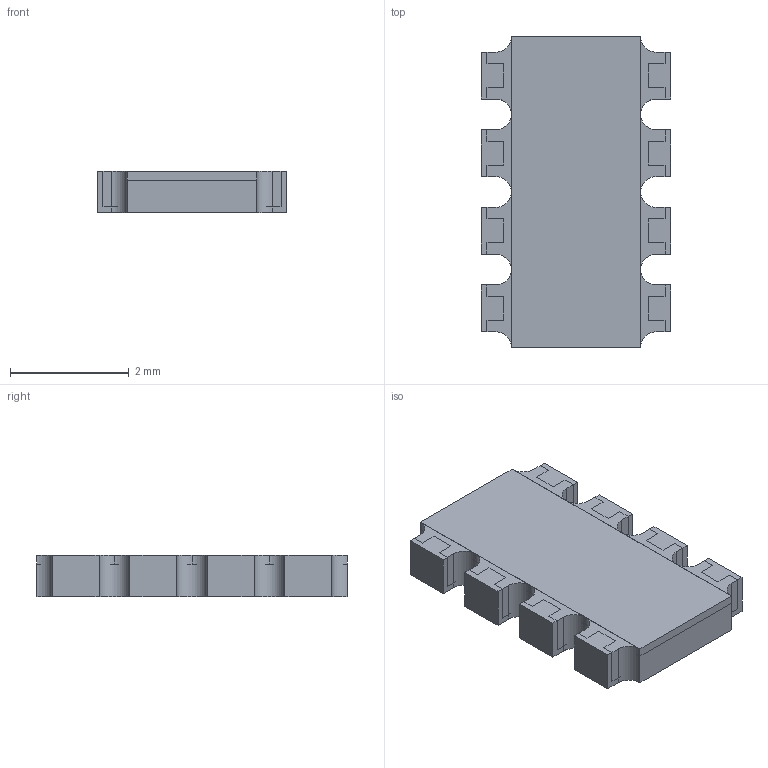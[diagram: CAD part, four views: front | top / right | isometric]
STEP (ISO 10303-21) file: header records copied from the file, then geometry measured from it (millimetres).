
FILE_DESCRIPTION(/* description */ (''),/* implementation_level */ '2;1');
FILE_NAME(/* name */ 'RN_VISHAY_CRA12E08.stp',/* time_stamp */ '2015-08-25T13:54:36+02:00',/* author */ ('bcivel'),/* organization */ (''),/* preprocessor_version */ 'ST-DEVELOPER v15.5',/* originating_system */ 'AutoCAD Mechanical',/* authorisation */ '');
FILE_SCHEMA (('AUTOMOTIVE_DESIGN { 1 0 10303 214 3 1 1 }'));
Length unit declared in the file: millimetre
Products named in the file (1): Product
Bounding box: 3.2 x 5.23 x 0.7 mm (x, y, z)
Volume: 10.4 mm3; surface area: 86 mm2
Topology: 10 solids, 10 shells, 220 faces, 568 edges, 368 vertices
Faces by surface type: plane 210, cylinder 10
Entity records: 6591 total; most frequent: CARTESIAN_POINT 1157, ORIENTED_EDGE 1148, DIRECTION 1036, EDGE_CURVE 568, LINE 542, VECTOR 542, VERTEX_POINT 368, AXIS2_PLACEMENT_3D 247
